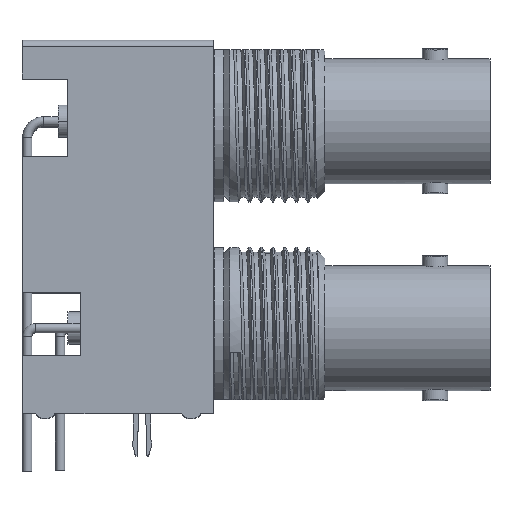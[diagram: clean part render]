
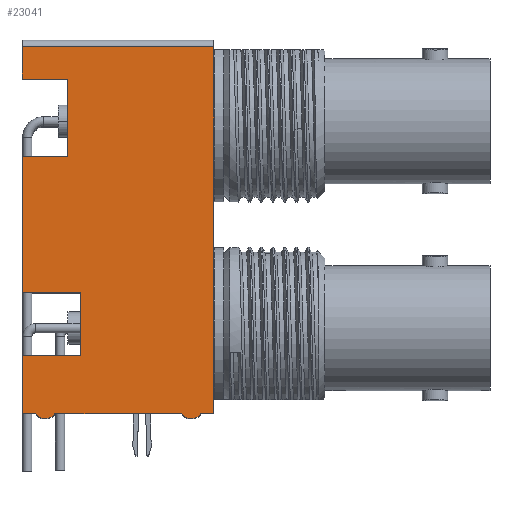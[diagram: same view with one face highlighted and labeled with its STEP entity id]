
A CAD part, top view. The second image highlights one B-rep face of the part: STEP entity #23041.
In plain terms, the highlighted planar face has unit normal (0, 0, 1).
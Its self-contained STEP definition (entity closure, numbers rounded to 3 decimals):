
#1559=DIRECTION('',(0.,-1.,0.));
#1560=VECTOR('',#1559,28.372);
#1561=CARTESIAN_POINT('',(15.611,13.932,7.2));
#1562=LINE('',#1561,#1560);
#1605=DIRECTION('',(0.,1.,0.));
#1606=VECTOR('',#1605,4.5);
#1607=CARTESIAN_POINT('',(0.76,-14.44,7.2));
#1608=LINE('',#1607,#1606);
#1609=DIRECTION('',(0.,1.,0.));
#1610=VECTOR('',#1609,4.849);
#1611=CARTESIAN_POINT('',(5.318,-9.94,7.2));
#1612=LINE('',#1611,#1610);
#1613=DIRECTION('',(1.,0.,0.));
#1614=VECTOR('',#1613,4.556);
#1615=CARTESIAN_POINT('',(0.762,-5.09,7.2));
#1616=LINE('',#1615,#1614);
#1617=DIRECTION('',(1.,0.,0.));
#1618=VECTOR('',#1617,3.556);
#1619=CARTESIAN_POINT('',(0.762,5.461,7.2));
#1620=LINE('',#1619,#1618);
#1621=DIRECTION('',(1.,0.,0.));
#1622=VECTOR('',#1621,3.556);
#1623=CARTESIAN_POINT('',(0.762,11.443,7.2));
#1624=LINE('',#1623,#1622);
#1625=DIRECTION('',(0.,-1.,0.));
#1626=VECTOR('',#1625,2.489);
#1627=CARTESIAN_POINT('',(0.762,13.932,7.2));
#1628=LINE('',#1627,#1626);
#1629=CARTESIAN_POINT('',(13.977,-14.111,7.2));
#1630=DIRECTION('',(0.,0.,1.));
#1631=DIRECTION('',(0.,-1.,0.));
#1632=AXIS2_PLACEMENT_3D('',#1629,#1630,#1631);
#1634=CARTESIAN_POINT('',(13.713,-14.111,7.2));
#1635=DIRECTION('',(0.,0.,1.));
#1636=DIRECTION('',(-0.883,-0.47,0.));
#1637=AXIS2_PLACEMENT_3D('',#1634,#1635,#1636);
#1639=CARTESIAN_POINT('',(2.684,-14.111,7.2));
#1640=DIRECTION('',(0.,0.,1.));
#1641=DIRECTION('',(0.,-1.,0.));
#1642=AXIS2_PLACEMENT_3D('',#1639,#1640,#1641);
#1644=CARTESIAN_POINT('',(2.42,-14.111,7.2));
#1645=DIRECTION('',(0.,0.,1.));
#1646=DIRECTION('',(-0.883,-0.47,0.));
#1647=AXIS2_PLACEMENT_3D('',#1644,#1645,#1646);
#1657=DIRECTION('',(1.,0.,0.));
#1658=VECTOR('',#1657,1.042);
#1659=CARTESIAN_POINT('',(0.76,-14.44,7.2));
#1660=LINE('',#1659,#1658);
#1673=DIRECTION('',(1.,0.,0.));
#1674=VECTOR('',#1673,9.793);
#1675=CARTESIAN_POINT('',(3.302,-14.44,7.2));
#1676=LINE('',#1675,#1674);
#1689=DIRECTION('',(1.,0.,0.));
#1690=VECTOR('',#1689,1.016);
#1691=CARTESIAN_POINT('',(14.595,-14.44,7.2));
#1692=LINE('',#1691,#1690);
#1851=DIRECTION('',(-1.,0.,0.));
#1852=VECTOR('',#1851,0.264);
#1853=CARTESIAN_POINT('',(2.684,-14.811,7.2));
#1854=LINE('',#1853,#1852);
#1877=DIRECTION('',(-1.,0.,0.));
#1878=VECTOR('',#1877,0.264);
#1879=CARTESIAN_POINT('',(13.977,-14.811,7.2));
#1880=LINE('',#1879,#1878);
#2147=DIRECTION('',(0.,-1.,0.));
#2148=VECTOR('',#2147,5.981);
#2149=CARTESIAN_POINT('',(4.318,11.443,7.2));
#2150=LINE('',#2149,#2148);
#2177=DIRECTION('',(0.,-1.,0.));
#2178=VECTOR('',#2177,10.552);
#2179=CARTESIAN_POINT('',(0.762,5.461,7.2));
#2180=LINE('',#2179,#2178);
#2271=DIRECTION('',(-1.,0.,0.));
#2272=VECTOR('',#2271,4.558);
#2273=CARTESIAN_POINT('',(5.318,-9.94,7.2));
#2274=LINE('',#2273,#2272);
#3241=DIRECTION('',(1.,0.,0.));
#3242=VECTOR('',#3241,14.849);
#3243=CARTESIAN_POINT('',(0.762,13.932,7.2));
#3244=LINE('',#3243,#3242);
#18607=CARTESIAN_POINT('',(15.611,-14.44,7.2));
#18609=VERTEX_POINT('',#18607);
#18623=CARTESIAN_POINT('',(4.318,11.443,7.2));
#18624=VERTEX_POINT('',#18623);
#18628=CARTESIAN_POINT('',(15.611,13.932,7.2));
#18630=VERTEX_POINT('',#18628);
#18667=CARTESIAN_POINT('',(0.762,13.932,7.2));
#18668=CARTESIAN_POINT('',(0.762,11.443,7.2));
#18669=VERTEX_POINT('',#18667);
#18670=VERTEX_POINT('',#18668);
#18691=CARTESIAN_POINT('',(13.977,-14.811,7.2));
#18692=CARTESIAN_POINT('',(14.595,-14.44,7.2));
#18693=VERTEX_POINT('',#18691);
#18694=VERTEX_POINT('',#18692);
#18703=CARTESIAN_POINT('',(13.095,-14.44,7.2));
#18704=VERTEX_POINT('',#18703);
#18705=CARTESIAN_POINT('',(13.713,-14.811,7.2));
#18706=VERTEX_POINT('',#18705);
#18727=CARTESIAN_POINT('',(1.802,-14.44,7.2));
#18728=VERTEX_POINT('',#18727);
#18729=CARTESIAN_POINT('',(2.42,-14.811,7.2));
#18730=VERTEX_POINT('',#18729);
#18731=CARTESIAN_POINT('',(2.684,-14.811,7.2));
#18732=CARTESIAN_POINT('',(3.302,-14.44,7.2));
#18733=VERTEX_POINT('',#18731);
#18734=VERTEX_POINT('',#18732);
#18779=CARTESIAN_POINT('',(5.318,-9.94,7.2));
#18780=VERTEX_POINT('',#18779);
#18791=CARTESIAN_POINT('',(0.762,-5.09,7.2));
#18793=VERTEX_POINT('',#18791);
#18803=CARTESIAN_POINT('',(5.318,-5.09,7.2));
#18804=VERTEX_POINT('',#18803);
#18809=CARTESIAN_POINT('',(0.762,5.461,7.2));
#18810=CARTESIAN_POINT('',(4.318,5.461,7.2));
#18811=VERTEX_POINT('',#18809);
#18812=VERTEX_POINT('',#18810);
#18835=CARTESIAN_POINT('',(0.76,-14.44,7.2));
#18836=CARTESIAN_POINT('',(0.76,-9.94,7.2));
#18837=VERTEX_POINT('',#18835);
#18838=VERTEX_POINT('',#18836);
#22996=CARTESIAN_POINT('',(0.,14.44,7.2));
#22997=DIRECTION('',(0.,0.,1.));
#22998=DIRECTION('',(0.,-1.,0.));
#22999=AXIS2_PLACEMENT_3D('',#22996,#22997,#22998);
#23000=PLANE('',#22999);
#23002=ORIENTED_EDGE('',*,*,#23001,.T.);
#23004=ORIENTED_EDGE('',*,*,#23003,.F.);
#23006=ORIENTED_EDGE('',*,*,#23005,.T.);
#23008=ORIENTED_EDGE('',*,*,#23007,.F.);
#23010=ORIENTED_EDGE('',*,*,#23009,.F.);
#23012=ORIENTED_EDGE('',*,*,#23011,.T.);
#23014=ORIENTED_EDGE('',*,*,#23013,.F.);
#23016=ORIENTED_EDGE('',*,*,#23015,.F.);
#23017=ORIENTED_EDGE('',*,*,#22978,.F.);
#23019=ORIENTED_EDGE('',*,*,#23018,.T.);
#23020=ORIENTED_EDGE('',*,*,#22938,.T.);
#23022=ORIENTED_EDGE('',*,*,#23021,.F.);
#23024=ORIENTED_EDGE('',*,*,#23023,.F.);
#23026=ORIENTED_EDGE('',*,*,#23025,.T.);
#23028=ORIENTED_EDGE('',*,*,#23027,.F.);
#23030=ORIENTED_EDGE('',*,*,#23029,.F.);
#23032=ORIENTED_EDGE('',*,*,#23031,.F.);
#23034=ORIENTED_EDGE('',*,*,#23033,.T.);
#23036=ORIENTED_EDGE('',*,*,#23035,.F.);
#23038=ORIENTED_EDGE('',*,*,#23037,.F.);
#23039=EDGE_LOOP('',(#23002,#23004,#23006,#23008,#23010,#23012,#23014,#23016,
#23017,#23019,#23020,#23022,#23024,#23026,#23028,#23030,#23032,#23034,#23036,
#23038));
#23040=FACE_OUTER_BOUND('',#23039,.F.);
#1633=CIRCLE('',#1632,0.7);
#1638=CIRCLE('',#1637,0.7);
#1643=CIRCLE('',#1642,0.7);
#1648=CIRCLE('',#1647,0.7);
#22938=EDGE_CURVE('',#18630,#18609,#1562,.T.);
#22978=EDGE_CURVE('',#18669,#18670,#1628,.T.);
#23001=EDGE_CURVE('',#18837,#18838,#1608,.T.);
#23003=EDGE_CURVE('',#18780,#18838,#2274,.T.);
#23005=EDGE_CURVE('',#18780,#18804,#1612,.T.);
#23007=EDGE_CURVE('',#18793,#18804,#1616,.T.);
#23009=EDGE_CURVE('',#18811,#18793,#2180,.T.);
#23011=EDGE_CURVE('',#18811,#18812,#1620,.T.);
#23013=EDGE_CURVE('',#18624,#18812,#2150,.T.);
#23015=EDGE_CURVE('',#18670,#18624,#1624,.T.);
#23018=EDGE_CURVE('',#18669,#18630,#3244,.T.);
#23021=EDGE_CURVE('',#18694,#18609,#1692,.T.);
#23023=EDGE_CURVE('',#18693,#18694,#1633,.T.);
#23025=EDGE_CURVE('',#18693,#18706,#1880,.T.);
#23027=EDGE_CURVE('',#18704,#18706,#1638,.T.);
#23029=EDGE_CURVE('',#18734,#18704,#1676,.T.);
#23031=EDGE_CURVE('',#18733,#18734,#1643,.T.);
#23033=EDGE_CURVE('',#18733,#18730,#1854,.T.);
#23035=EDGE_CURVE('',#18728,#18730,#1648,.T.);
#23037=EDGE_CURVE('',#18837,#18728,#1660,.T.);
#23041=ADVANCED_FACE('',(#23040),#23000,.T.);
